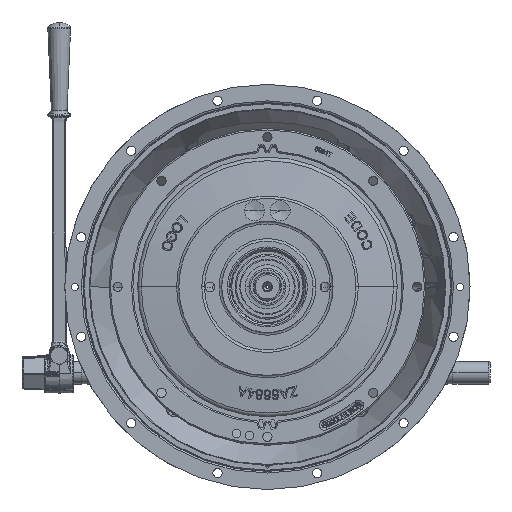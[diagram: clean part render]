
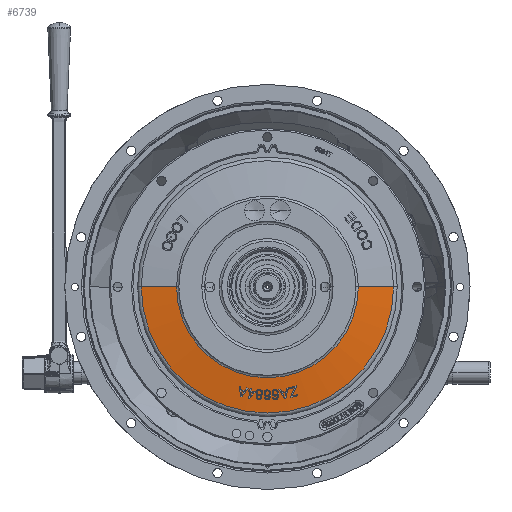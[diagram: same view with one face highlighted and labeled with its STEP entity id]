
A CAD part, top view. The second image highlights one B-rep face of the part: STEP entity #6739.
In plain terms, the highlighted conical face has half-angle 82.396 degrees and reference radius 144.463 mm.
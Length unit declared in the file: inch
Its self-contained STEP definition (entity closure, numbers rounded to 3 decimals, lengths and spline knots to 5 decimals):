
#6739 = ADVANCED_FACE ( 'NONE', ( #116391 ), #116407, .T. ) ;
#26427 = LINE ( 'NONE', #136770, #26435 ) ;
#26435 = VECTOR ( 'NONE', #136771, 39.37008 ) ;
#26438 = CIRCLE ( 'NONE', #133437, 5.52695 ) ;
#26442 = CIRCLE ( 'NONE', #133420, 3.98047 ) ;
#34929 = CARTESIAN_POINT ( 'NONE',  ( 0., 0., -0.33143 ) ) ;
#34964 = DIRECTION ( 'NONE',  ( 0., 0., -1. ) ) ;
#34967 = DIRECTION ( 'NONE',  ( 1., 0., 0. ) ) ;
#57238 = VERTEX_POINT ( 'NONE', #110958 ) ;
#57239 = VERTEX_POINT ( 'NONE', #110959 ) ;
#57244 = VERTEX_POINT ( 'NONE', #110962 ) ;
#57248 = VERTEX_POINT ( 'NONE', #110967 ) ;
#73126 = CARTESIAN_POINT ( 'NONE',  ( -5.6875, 0., -0.33143 ) ) ;
#73165 = DIRECTION ( 'NONE',  ( -0.991, 0., -0.132 ) ) ;
#89735 = EDGE_CURVE ( 'NONE', #57248, #57239, #99011, .T. ) ;
#89771 = EDGE_CURVE ( 'NONE', #57239, #57238, #26438, .T. ) ;
#89772 = EDGE_CURVE ( 'NONE', #57244, #57238, #26427, .T. ) ;
#89776 = EDGE_CURVE ( 'NONE', #57248, #57244, #26442, .T. ) ;
#98992 = VECTOR ( 'NONE', #73165, 39.37008 ) ;
#99011 = LINE ( 'NONE', #73126, #98992 ) ;
#110958 = CARTESIAN_POINT ( 'NONE',  ( 5.52695, 0., -0.31 ) ) ;
#110959 = CARTESIAN_POINT ( 'NONE',  ( -5.52695, 0., -0.31 ) ) ;
#110962 = CARTESIAN_POINT ( 'NONE',  ( 3.98047, 0., -0.10354 ) ) ;
#110967 = CARTESIAN_POINT ( 'NONE',  ( -3.98047, 0., -0.10354 ) ) ;
#112427 = EDGE_LOOP ( 'NONE', ( #112512, #112506, #112535, #112511 ) ) ;
#112506 = ORIENTED_EDGE ( 'NONE', *, *, #89735, .T. ) ;
#112511 = ORIENTED_EDGE ( 'NONE', *, *, #89772, .F. ) ;
#112512 = ORIENTED_EDGE ( 'NONE', *, *, #89776, .F. ) ;
#112535 = ORIENTED_EDGE ( 'NONE', *, *, #89771, .T. ) ;
#116391 = FACE_OUTER_BOUND ( 'NONE', #112427, .T. ) ;
#116407 = CONICAL_SURFACE ( 'NONE', #125897, 5.6875, 1.438 ) ;
#125897 = AXIS2_PLACEMENT_3D ( 'NONE', #34929, #34964, #34967 ) ;
#133420 = AXIS2_PLACEMENT_3D ( 'NONE', #136780, #136783, #136785 ) ;
#133437 = AXIS2_PLACEMENT_3D ( 'NONE', #136751, #136767, #136769 ) ;
#136751 = CARTESIAN_POINT ( 'NONE',  ( 0., 0., -0.31 ) ) ;
#136767 = DIRECTION ( 'NONE',  ( 0., 0., 1. ) ) ;
#136769 = DIRECTION ( 'NONE',  ( -1., 0., 0. ) ) ;
#136770 = CARTESIAN_POINT ( 'NONE',  ( 5.6875, 0., -0.33143 ) ) ;
#136771 = DIRECTION ( 'NONE',  ( 0.991, 0., -0.132 ) ) ;
#136780 = CARTESIAN_POINT ( 'NONE',  ( 0., 0., -0.10354 ) ) ;
#136783 = DIRECTION ( 'NONE',  ( 0., 0., 1. ) ) ;
#136785 = DIRECTION ( 'NONE',  ( -1., 0., 0. ) ) ;
